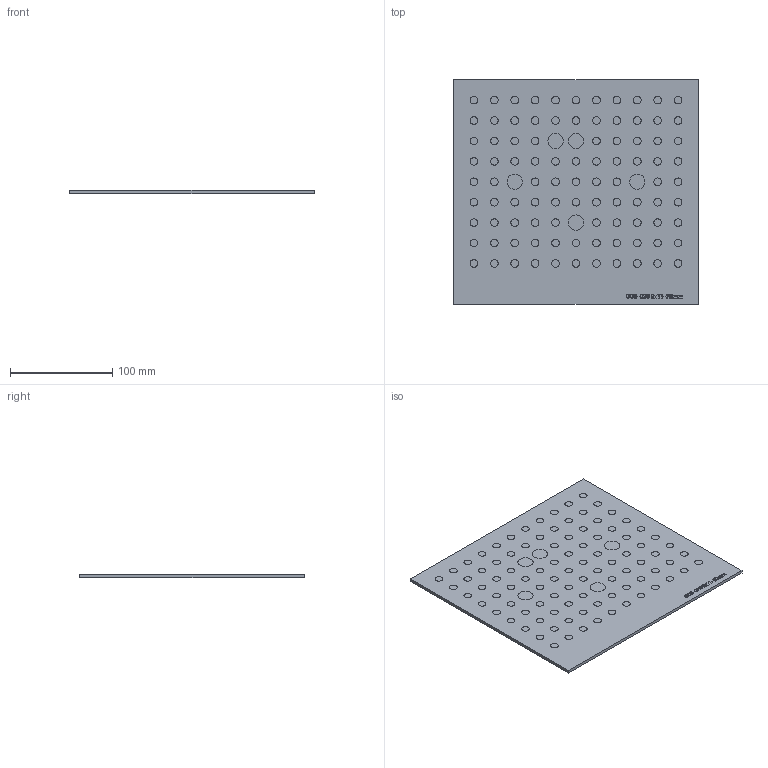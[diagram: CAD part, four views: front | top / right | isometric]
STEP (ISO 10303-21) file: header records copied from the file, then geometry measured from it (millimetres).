
FILE_DESCRIPTION (( 'STEP AP214' ), '1' );
FILE_NAME ('01112368-C001348-OCB-020-反射式玻璃标定板-B.STEP', '2022-06-13T08:50:44', ( '' ), ( '' ), 'SwSTEP 2.0', 'SolidWorks 2017', '' );
FILE_SCHEMA (( 'AUTOMOTIVE_DESIGN' ));
Length unit declared in the file: millimetre
Products named in the file (1): 01112368-C001348-OCB-020-反射式玻璃标定板-B
Bounding box: 240 x 220 x 3 mm (x, y, z)
Volume: 158349 mm3; surface area: 108387.2 mm2
Topology: 1 solids, 1 shells, 422 faces, 894 edges, 596 vertices
Faces by surface type: plane 235, cylinder 99, bspline 88
Full cylindrical faces by diameter (mm): 7.5 x94, 15 x5
Entity records: 16191 total; most frequent: CARTESIAN_POINT 7718, ORIENTED_EDGE 1590, DIRECTION 1487, EDGE_CURVE 795, EDGE_LOOP 643, VERTEX_POINT 596, AXIS2_PLACEMENT_3D 533, FACE_OUTER_BOUND 521
